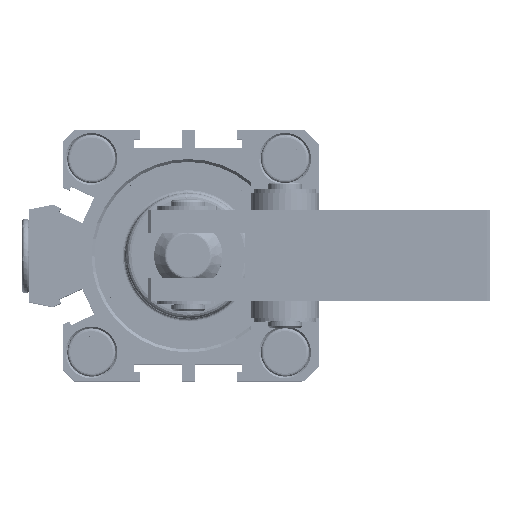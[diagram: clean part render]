
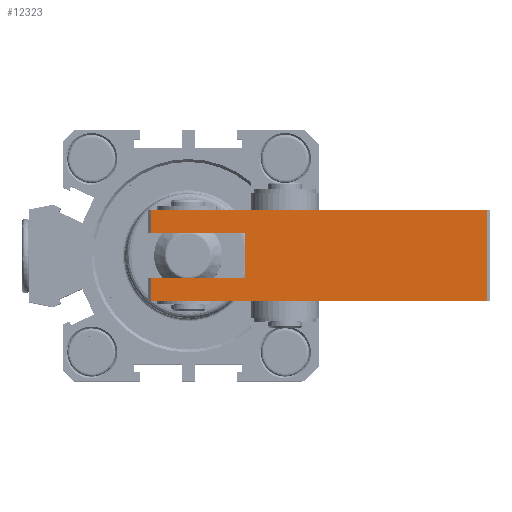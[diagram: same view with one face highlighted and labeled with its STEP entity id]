
A CAD part, top view. The second image highlights one B-rep face of the part: STEP entity #12323.
In plain terms, the highlighted face is planar.
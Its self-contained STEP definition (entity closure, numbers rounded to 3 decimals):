
#32 = CARTESIAN_POINT ( 'NONE',  ( -14123.94, 2070.79, 16. ) ) ;
#690 = CARTESIAN_POINT ( 'NONE',  ( -14123.94, 2070.79, 16. ) ) ;
#799 = EDGE_CURVE ( 'NONE', #28364, #39357, #35869, .T. ) ;
#1204 = LINE ( 'NONE', #23876, #29361 ) ;
#1216 = EDGE_CURVE ( 'NONE', #23156, #33939, #37890, .T. ) ;
#1241 = CARTESIAN_POINT ( 'NONE',  ( -14123.94, 2070.79, 16. ) ) ;
#1802 = VERTEX_POINT ( 'NONE', #31907 ) ;
#3019 = DIRECTION ( 'NONE',  ( 0., 0., -1. ) ) ;
#3076 = LINE ( 'NONE', #19664, #3117 ) ;
#3117 = VECTOR ( 'NONE', #19398, 1000. ) ;
#3348 = EDGE_CURVE ( 'NONE', #13699, #1802, #3076, .T. ) ;
#3846 = VECTOR ( 'NONE', #8203, 1000. ) ;
#4308 = ORIENTED_EDGE ( 'NONE', *, *, #23846, .F. ) ;
#4407 = DIRECTION ( 'NONE',  ( 0., 0., -1. ) ) ;
#4993 = AXIS2_PLACEMENT_3D ( 'NONE', #1241, #22760, #4407 ) ;
#5016 = CARTESIAN_POINT ( 'NONE',  ( -14182.94, 2070.79, 12. ) ) ;
#5149 = EDGE_CURVE ( 'NONE', #6177, #38715, #9983, .T. ) ;
#6177 = VERTEX_POINT ( 'NONE', #17768 ) ;
#6366 = DIRECTION ( 'NONE',  ( 0., 0., 1. ) ) ;
#6643 = VECTOR ( 'NONE', #17487, 1000. ) ;
#8203 = DIRECTION ( 'NONE',  ( 0., 0., -1. ) ) ;
#8819 = EDGE_CURVE ( 'NONE', #6177, #23156, #24154, .T. ) ;
#9261 = CARTESIAN_POINT ( 'NONE',  ( -14166.44, 2070.79, 16. ) ) ;
#9767 = VECTOR ( 'NONE', #35363, 1000. ) ;
#9983 = LINE ( 'NONE', #35443, #9767 ) ;
#9988 = ORIENTED_EDGE ( 'NONE', *, *, #13666, .F. ) ;
#10603 = EDGE_LOOP ( 'NONE', ( #15969, #36635, #28007, #9988, #21787, #35998, #37300, #4308 ) ) ;
#12323 = ADVANCED_FACE ( 'NONE', ( #39174 ), #22637, .F. ) ;
#13666 = EDGE_CURVE ( 'NONE', #33939, #28364, #1204, .T. ) ;
#13699 = VERTEX_POINT ( 'NONE', #30263 ) ;
#14603 = VECTOR ( 'NONE', #3019, 1000. ) ;
#15969 = ORIENTED_EDGE ( 'NONE', *, *, #3348, .F. ) ;
#16235 = CARTESIAN_POINT ( 'NONE',  ( -14123.94, 2070.79, 12. ) ) ;
#16698 = CARTESIAN_POINT ( 'NONE',  ( -14166.44, 2070.79, 12. ) ) ;
#17173 = CARTESIAN_POINT ( 'NONE',  ( -14182.94, 2070.79, 16. ) ) ;
#17401 = CARTESIAN_POINT ( 'NONE',  ( -14182.94, 2070.79, 16. ) ) ;
#17487 = DIRECTION ( 'NONE',  ( 1., 0., 0. ) ) ;
#17768 = CARTESIAN_POINT ( 'NONE',  ( -14123.94, 2070.79, 0. ) ) ;
#18670 = LINE ( 'NONE', #17401, #3846 ) ;
#19398 = DIRECTION ( 'NONE',  ( -1., 0., 0. ) ) ;
#19664 = CARTESIAN_POINT ( 'NONE',  ( -14123.94, 2070.79, 4. ) ) ;
#21787 = ORIENTED_EDGE ( 'NONE', *, *, #1216, .F. ) ;
#22637 = PLANE ( 'NONE',  #4993 ) ;
#22760 = DIRECTION ( 'NONE',  ( 0., -1., 0. ) ) ;
#23156 = VERTEX_POINT ( 'NONE', #38424 ) ;
#23367 = LINE ( 'NONE', #9261, #14603 ) ;
#23846 = EDGE_CURVE ( 'NONE', #1802, #38715, #18670, .T. ) ;
#23876 = CARTESIAN_POINT ( 'NONE',  ( -14182.94, 2070.79, 16. ) ) ;
#24154 = LINE ( 'NONE', #32, #24525 ) ;
#24525 = VECTOR ( 'NONE', #6366, 1000. ) ;
#27483 = DIRECTION ( 'NONE',  ( -1., 0., 0. ) ) ;
#28007 = ORIENTED_EDGE ( 'NONE', *, *, #799, .F. ) ;
#28364 = VERTEX_POINT ( 'NONE', #5016 ) ;
#29361 = VECTOR ( 'NONE', #38998, 1000. ) ;
#30263 = CARTESIAN_POINT ( 'NONE',  ( -14166.44, 2070.79, 4. ) ) ;
#31494 = CARTESIAN_POINT ( 'NONE',  ( -14182.94, 2070.79, 0. ) ) ;
#31907 = CARTESIAN_POINT ( 'NONE',  ( -14182.94, 2070.79, 4. ) ) ;
#33939 = VERTEX_POINT ( 'NONE', #17173 ) ;
#35363 = DIRECTION ( 'NONE',  ( -1., 0., 0. ) ) ;
#35443 = CARTESIAN_POINT ( 'NONE',  ( -14190.94, 2070.79, 0. ) ) ;
#35869 = LINE ( 'NONE', #16235, #6643 ) ;
#35998 = ORIENTED_EDGE ( 'NONE', *, *, #8819, .F. ) ;
#36635 = ORIENTED_EDGE ( 'NONE', *, *, #38539, .F. ) ;
#37300 = ORIENTED_EDGE ( 'NONE', *, *, #5149, .T. ) ;
#37890 = LINE ( 'NONE', #690, #37991 ) ;
#37991 = VECTOR ( 'NONE', #27483, 1000. ) ;
#38424 = CARTESIAN_POINT ( 'NONE',  ( -14123.94, 2070.79, 16. ) ) ;
#38539 = EDGE_CURVE ( 'NONE', #39357, #13699, #23367, .T. ) ;
#38715 = VERTEX_POINT ( 'NONE', #31494 ) ;
#38998 = DIRECTION ( 'NONE',  ( 0., 0., -1. ) ) ;
#39174 = FACE_OUTER_BOUND ( 'NONE', #10603, .T. ) ;
#39357 = VERTEX_POINT ( 'NONE', #16698 ) ;
